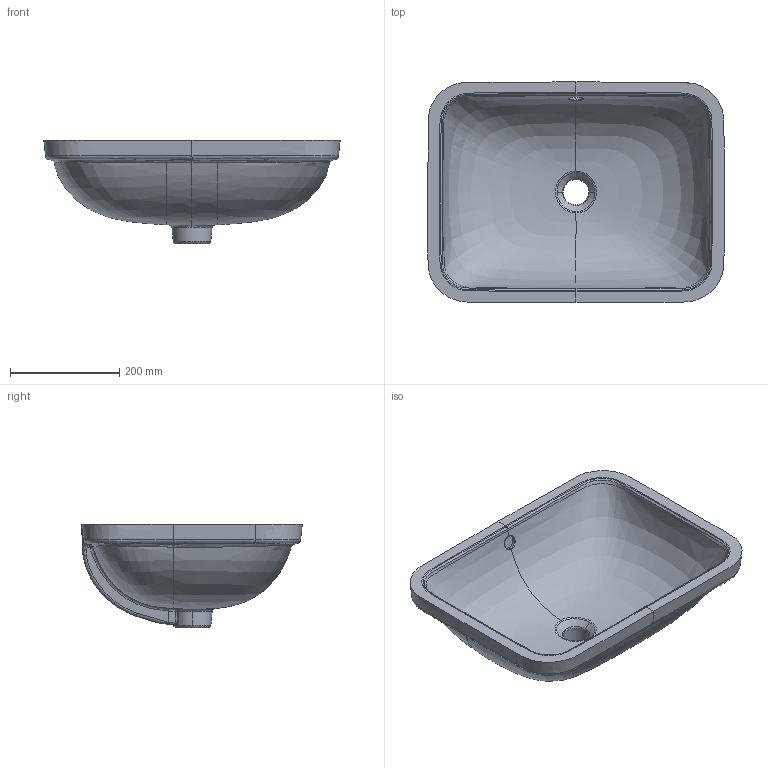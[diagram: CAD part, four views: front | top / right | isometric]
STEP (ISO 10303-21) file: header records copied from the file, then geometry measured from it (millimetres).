
FILE_DESCRIPTION (( 'STEP AP214' ), '1' );
FILE_NAME ('RE055UB_STEP_V10722.STEP', '2022-07-25T10:24:55', ( '' ), ( '' ), 'SwSTEP 2.0', 'SolidWorks 2019', '' );
FILE_SCHEMA (( 'AUTOMOTIVE_DESIGN' ));
Length unit declared in the file: millimetre
Products named in the file (1): RE055UB_STEP_V10722
Bounding box: 541.8 x 403.25 x 188.57 mm (x, y, z)
Surface area: 664262.4 mm2 (no closed solid volume)
Topology: 0 solids, 1 shells, 142 faces, 373 edges, 225 vertices
Faces by surface type: bspline 138, cylinder 2, plane 2
Entity records: 49118 total; most frequent: CARTESIAN_POINT 46581, ORIENTED_EDGE 724, EDGE_CURVE 365, B_SPLINE_CURVE_WITH_KNOTS 345, VERTEX_POINT 223, EDGE_LOOP 143, FACE_OUTER_BOUND 142, ADVANCED_FACE 142
